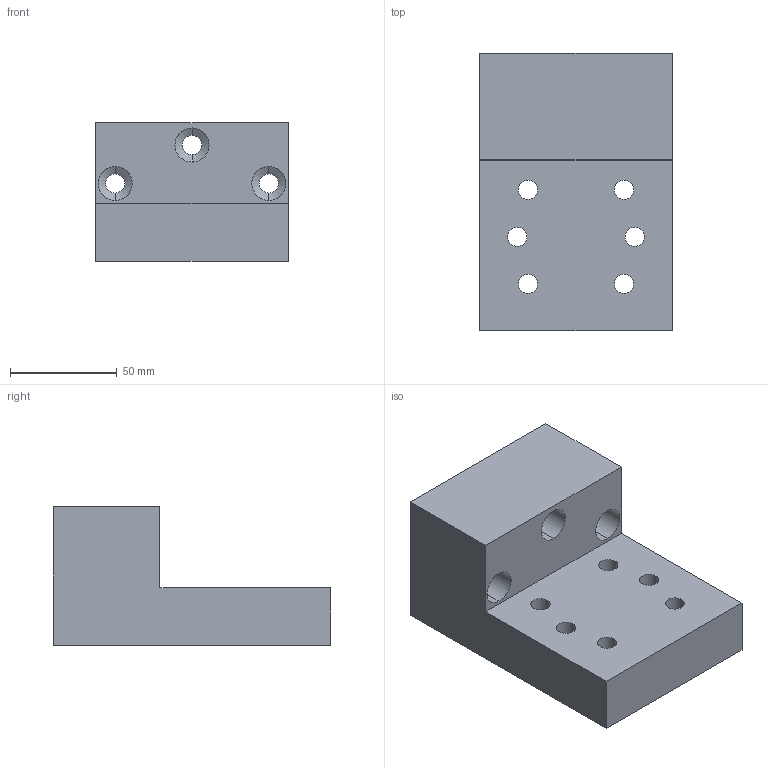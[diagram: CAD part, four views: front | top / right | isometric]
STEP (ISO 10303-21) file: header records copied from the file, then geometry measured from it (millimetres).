
FILE_DESCRIPTION (( 'STEP AP214' ), '1' );
FILE_NAME ('pièce de remplacement_AP214 .STEP', '2021-04-28T12:50:21', ( '' ), ( '' ), 'SwSTEP 2.0', 'SolidWorks 2017', '' );
FILE_SCHEMA (( 'AUTOMOTIVE_DESIGN' ));
Length unit declared in the file: millimetre
Products named in the file (1): pièce de remplacement_AP214 
Bounding box: 90 x 130 x 65 mm (x, y, z)
Volume: 436216.5 mm3; surface area: 62797.5 mm2
Topology: 1 solids, 1 shells, 76 faces, 192 edges, 114 vertices
Faces by surface type: cylinder 48, cone 18, plane 10
Entity records: 2570 total; most frequent: CARTESIAN_POINT 691, DIRECTION 398, ORIENTED_EDGE 360, EDGE_CURVE 180, AXIS2_PLACEMENT_3D 157, VERTEX_POINT 114, EDGE_LOOP 110, LINE 84
